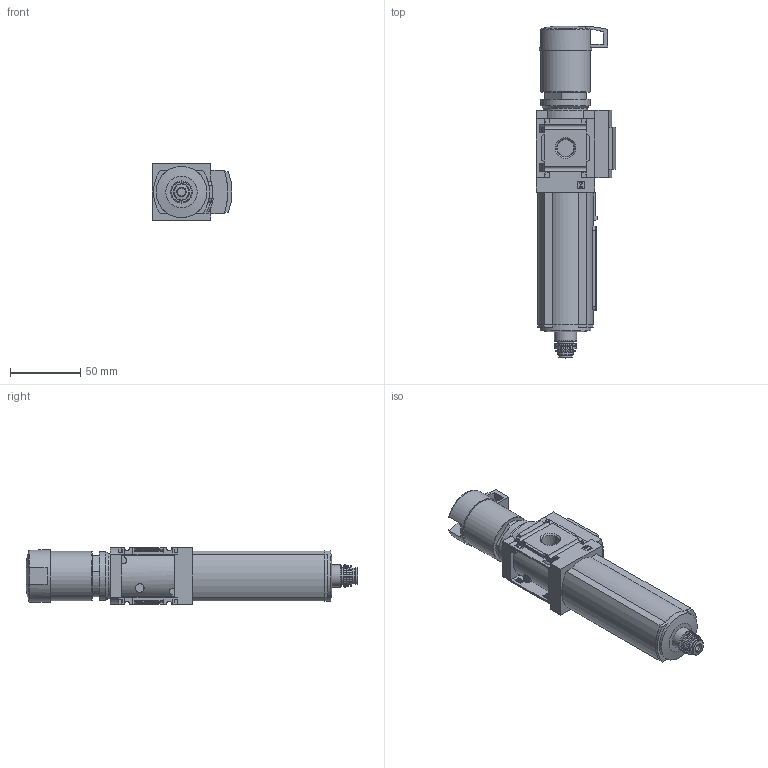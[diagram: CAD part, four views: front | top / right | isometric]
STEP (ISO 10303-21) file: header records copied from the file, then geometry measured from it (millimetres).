
FILE_DESCRIPTION(/* description */ ('STEP AP214'),/* implementation_level */ '2;1');
FILE_NAME(/* name */ '535753_MS4N-LFR-1_4-D7-CUV-AS-Z',/* time_stamp */ '2024-09-09T22:13:14+02:00',/* author */ ('License CC BY-ND 4.0'),/* organization */ ('CADENAS'),/* preprocessor_version */ 'ST-DEVELOPER v19.3',/* originating_system */ 'PARTsolutions',/* authorisation */ ' ');
FILE_SCHEMA (('AUTOMOTIVE_DESIGN {1 0 10303 214 3 1 1}'));
Length unit declared in the file: millimetre
Products named in the file (4): 535753 MS4N-LFR-1/4-D7-CUV-AS-Z; 527694 MS4N-LFR-1/4-D7-C-U-V-AS-Z-0D; 526489 MS4-LFR-V; 3343944 LRP-...-6
Assembly tree (3 placements, depth 2):
  535753 MS4N-LFR-1/4-D7-CUV-AS-Z
    527694 MS4N-LFR-1/4-D7-C-U-V-AS-Z-0D
    526489 MS4-LFR-V
    3343944 LRP-...-6
Bounding box: 57 x 237.01 x 40.2 mm (x, y, z)
Volume: 284724.5 mm3; surface area: 43046.1 mm2
Topology: 3 solids, 3 shells, 372 faces, 968 edges, 626 vertices
Faces by surface type: plane 236, cylinder 85, cone 26, torus 25
Full cylindrical faces by diameter (mm): 6 x1, 6.1 x1, 6.2 x2, 11 x1, 11.4 x1, 11.6 x1, 11.8 x1, 15.8 x1, 28.376 x1, 31.6 x1, 35 x1, 35.2 x1, 36.4 x1, 37.2 x1
Entity records: 13805 total; most frequent: CARTESIAN_POINT 2135, DIRECTION 1844, ORIENTED_EDGE 1840, EDGE_CURVE 920, LINE 642, VECTOR 642, VERTEX_POINT 622, AXIS2_PLACEMENT_3D 601
